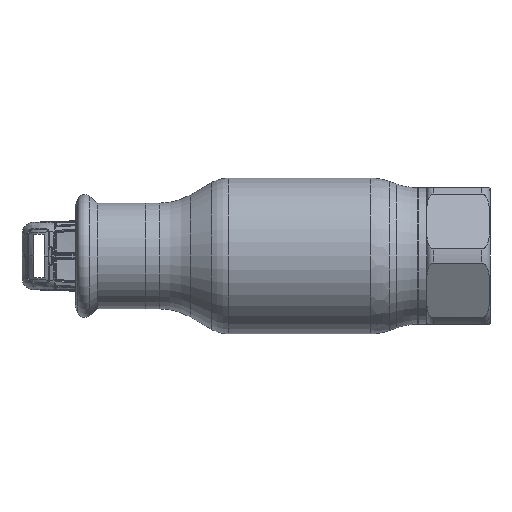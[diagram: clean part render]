
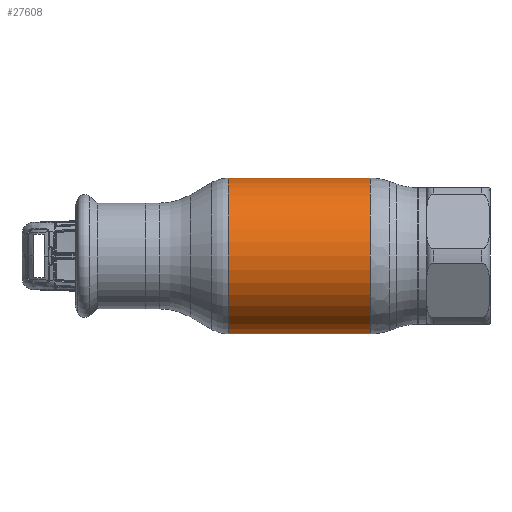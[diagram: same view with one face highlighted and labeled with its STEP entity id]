
A CAD part, front view. The second image highlights one B-rep face of the part: STEP entity #27608.
In plain terms, the highlighted cylindrical face has radius 28.25 mm (diameter 56.5 mm), a partial arc.
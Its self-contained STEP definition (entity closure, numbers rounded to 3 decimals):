
#256 = EDGE_CURVE ( 'NONE', #38310, #41572, #41727, .T. ) ;
#1077 = ORIENTED_EDGE ( 'NONE', *, *, #32766, .T. ) ;
#1273 = DIRECTION ( 'NONE',  ( -1., 0., 0. ) ) ;
#3376 = LINE ( 'NONE', #45572, #12105 ) ;
#8541 = DIRECTION ( 'NONE',  ( -1., 0., 0. ) ) ;
#9334 = AXIS2_PLACEMENT_3D ( 'NONE', #18109, #8541, #31960 ) ;
#12086 = DIRECTION ( 'NONE',  ( 0., 0., 1. ) ) ;
#12105 = VECTOR ( 'NONE', #17682, 1000. ) ;
#13412 = DIRECTION ( 'NONE',  ( -1., 0., 0. ) ) ;
#14365 = CYLINDRICAL_SURFACE ( 'NONE', #39873, 28.25 ) ;
#15359 = ORIENTED_EDGE ( 'NONE', *, *, #48207, .T. ) ;
#16747 = CARTESIAN_POINT ( 'NONE',  ( 26.673, 0., 0. ) ) ;
#17682 = DIRECTION ( 'NONE',  ( -1., 0., 0. ) ) ;
#18109 = CARTESIAN_POINT ( 'NONE',  ( -24.785, 0., 0. ) ) ;
#18121 = DIRECTION ( 'NONE',  ( 0., 0., 1. ) ) ;
#18356 = CARTESIAN_POINT ( 'NONE',  ( -62.69, 0., 28.25 ) ) ;
#18552 = VECTOR ( 'NONE', #1273, 1000. ) ;
#19251 = CIRCLE ( 'NONE', #21760, 28.25 ) ;
#20706 = LINE ( 'NONE', #18356, #18552 ) ;
#21760 = AXIS2_PLACEMENT_3D ( 'NONE', #16747, #30430, #12086 ) ;
#23030 = CARTESIAN_POINT ( 'NONE',  ( -62.69, 0., 0. ) ) ;
#27608 = ADVANCED_FACE ( 'NONE', ( #50851 ), #14365, .T. ) ;
#27654 = EDGE_LOOP ( 'NONE', ( #47405, #1077, #15359, #46939 ) ) ;
#30000 = CARTESIAN_POINT ( 'NONE',  ( -24.785, 0., 28.25 ) ) ;
#30430 = DIRECTION ( 'NONE',  ( -1., 0., 0. ) ) ;
#30909 = CARTESIAN_POINT ( 'NONE',  ( 26.673, 0., 28.25 ) ) ;
#31960 = DIRECTION ( 'NONE',  ( 0., 0., 1. ) ) ;
#32766 = EDGE_CURVE ( 'NONE', #38877, #37682, #19251, .T. ) ;
#35043 = CARTESIAN_POINT ( 'NONE',  ( -24.785, 0., -28.25 ) ) ;
#37682 = VERTEX_POINT ( 'NONE', #30909 ) ;
#38310 = VERTEX_POINT ( 'NONE', #35043 ) ;
#38877 = VERTEX_POINT ( 'NONE', #43125 ) ;
#39873 = AXIS2_PLACEMENT_3D ( 'NONE', #23030, #13412, #18121 ) ;
#41572 = VERTEX_POINT ( 'NONE', #30000 ) ;
#41727 = CIRCLE ( 'NONE', #9334, 28.25 ) ;
#43125 = CARTESIAN_POINT ( 'NONE',  ( 26.673, 0., -28.25 ) ) ;
#45572 = CARTESIAN_POINT ( 'NONE',  ( -62.69, 0., -28.25 ) ) ;
#46939 = ORIENTED_EDGE ( 'NONE', *, *, #256, .F. ) ;
#47405 = ORIENTED_EDGE ( 'NONE', *, *, #51853, .F. ) ;
#48207 = EDGE_CURVE ( 'NONE', #37682, #41572, #20706, .T. ) ;
#50851 = FACE_OUTER_BOUND ( 'NONE', #27654, .T. ) ;
#51853 = EDGE_CURVE ( 'NONE', #38877, #38310, #3376, .T. ) ;
